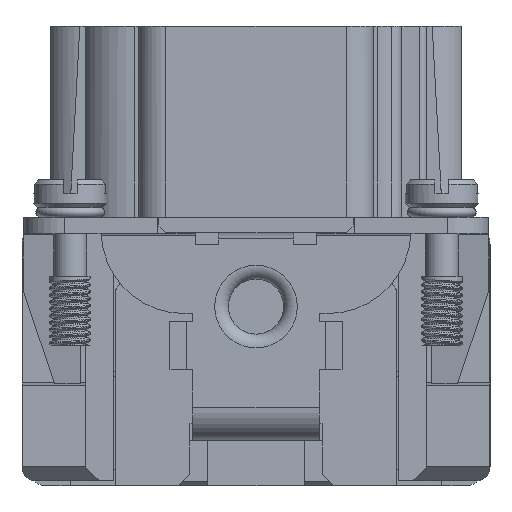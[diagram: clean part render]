
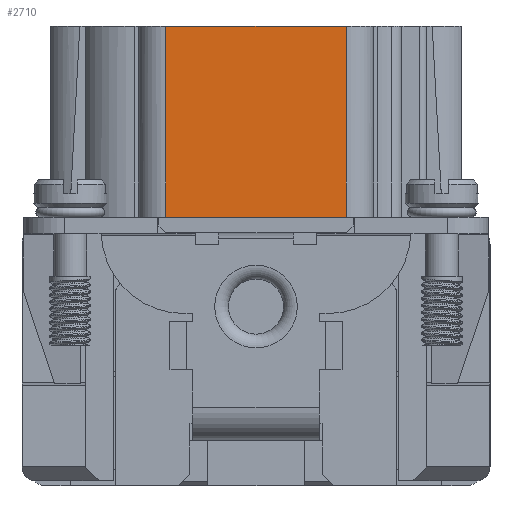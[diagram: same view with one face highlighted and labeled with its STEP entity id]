
A CAD part, left-side view. The second image highlights one B-rep face of the part: STEP entity #2710.
In plain terms, the highlighted planar face has unit normal (-1, 0, 0).
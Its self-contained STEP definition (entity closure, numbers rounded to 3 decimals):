
#2710=ADVANCED_FACE('',(#8524),#5850,.T.);
#5850=PLANE('',#69281);
#8524=FACE_OUTER_BOUND('',#11838,.T.);
#11838=EDGE_LOOP('',(#21426,#21427,#21428,#21429));
#21426=ORIENTED_EDGE('',*,*,#45809,.T.);
#21427=ORIENTED_EDGE('',*,*,#42977,.F.);
#21428=ORIENTED_EDGE('',*,*,#45807,.F.);
#21429=ORIENTED_EDGE('',*,*,#45092,.F.);
#36442=VERTEX_POINT('',#92915);
#36459=VERTEX_POINT('',#92948);
#38022=VERTEX_POINT('',#98204);
#38023=VERTEX_POINT('',#98206);
#42977=EDGE_CURVE('',#36459,#36442,#52689,.T.);
#45092=EDGE_CURVE('',#38022,#38023,#54235,.T.);
#45807=EDGE_CURVE('',#38023,#36459,#54780,.T.);
#45809=EDGE_CURVE('',#38022,#36442,#54781,.T.);
#52689=LINE('',#92949,#60327);
#54235=LINE('',#98205,#61873);
#54780=LINE('',#99625,#62418);
#54781=LINE('',#99628,#62419);
#60327=VECTOR('',#73538,1.);
#61873=VECTOR('',#77238,1.);
#62418=VECTOR('',#78339,1.);
#62419=VECTOR('',#78344,1.);
#69281=AXIS2_PLACEMENT_3D('',#99629,#78345,#78346);
#73538=DIRECTION('',(0.,1.,0.));
#77238=DIRECTION('',(0.,-1.,0.));
#78339=DIRECTION('',(0.,0.,-1.));
#78344=DIRECTION('',(0.,0.,-1.));
#78345=DIRECTION('',(-1.,0.,0.));
#78346=DIRECTION('',(0.,0.,1.));
#92915=CARTESIAN_POINT('',(-55.45,6.55,-13.85));
#92948=CARTESIAN_POINT('',(-55.45,-6.55,-13.85));
#92949=CARTESIAN_POINT('',(-55.45,0.,-13.85));
#98204=CARTESIAN_POINT('',(-55.45,6.55,0.));
#98205=CARTESIAN_POINT('',(-55.45,0.,0.));
#98206=CARTESIAN_POINT('',(-55.45,-6.55,0.));
#99625=CARTESIAN_POINT('',(-55.45,-6.55,-0.2));
#99628=CARTESIAN_POINT('',(-55.45,6.55,-0.2));
#99629=CARTESIAN_POINT('',(-55.45,8.55,0.));
